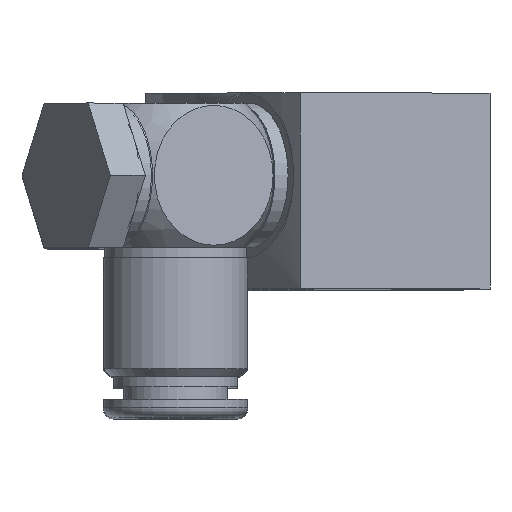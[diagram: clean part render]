
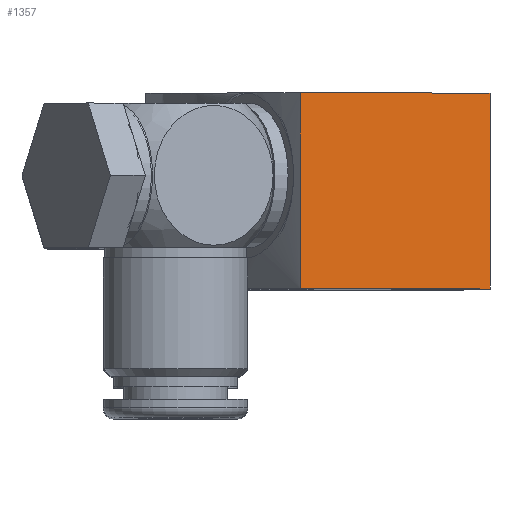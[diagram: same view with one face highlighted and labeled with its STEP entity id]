
A CAD part, top view. The second image highlights one B-rep face of the part: STEP entity #1357.
In plain terms, the highlighted planar face has unit normal (0.643, 0, 0.766).
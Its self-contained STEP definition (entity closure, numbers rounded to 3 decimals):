
#771=CARTESIAN_POINT('',(-49.793,19.0,41.781));
#772=VERTEX_POINT('',#771);
#902=CARTESIAN_POINT('',(-49.793,0.0,41.781));
#903=VERTEX_POINT('',#902);
#911=CARTESIAN_POINT('',(-49.793,0.0,41.781));
#912=DIRECTION('',(0.0,1.0,0.0));
#913=VECTOR('',#912,19.0);
#914=LINE('',#911,#913);
#915=EDGE_CURVE('',#903,#772,#914,.T.);
#1327=CARTESIAN_POINT('',(-31.408,0.0,26.354));
#1328=DIRECTION('',(0.643,0.0,0.766));
#1329=DIRECTION('',(0.766,0.0,-0.643));
#1330=AXIS2_PLACEMENT_3D('',#1327,#1328,#1329);
#1331=PLANE('',#1330);
#1332=CARTESIAN_POINT('',(-31.408,19.0,26.354));
#1333=VERTEX_POINT('',#1332);
#1334=CARTESIAN_POINT('',(-31.408,19.0,26.354));
#1335=DIRECTION('',(-0.766,0.0,0.643));
#1336=VECTOR('',#1335,24.0);
#1337=LINE('',#1334,#1336);
#1338=EDGE_CURVE('',#1333,#772,#1337,.T.);
#1339=ORIENTED_EDGE('',*,*,#1338,.T.);
#1340=ORIENTED_EDGE('',*,*,#915,.F.);
#1341=CARTESIAN_POINT('',(-31.408,0.0,26.354));
#1342=VERTEX_POINT('',#1341);
#1343=CARTESIAN_POINT('',(-31.408,0.0,26.354));
#1344=DIRECTION('',(-0.766,0.0,0.643));
#1345=VECTOR('',#1344,24.0);
#1346=LINE('',#1343,#1345);
#1347=EDGE_CURVE('',#1342,#903,#1346,.T.);
#1348=ORIENTED_EDGE('',*,*,#1347,.F.);
#1349=CARTESIAN_POINT('',(-31.408,0.0,26.354));
#1350=DIRECTION('',(0.0,1.0,0.0));
#1351=VECTOR('',#1350,19.0);
#1352=LINE('',#1349,#1351);
#1353=EDGE_CURVE('',#1342,#1333,#1352,.T.);
#1354=ORIENTED_EDGE('',*,*,#1353,.T.);
#1355=EDGE_LOOP('',(#1339,#1340,#1348,#1354));
#1356=FACE_OUTER_BOUND('',#1355,.T.);
#1357=ADVANCED_FACE('',(#1356),#1331,.T.);
